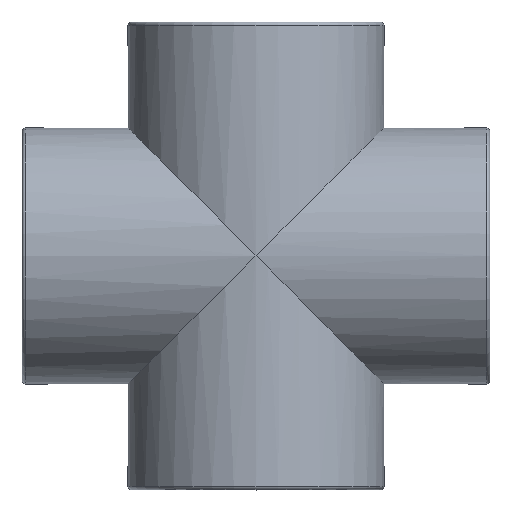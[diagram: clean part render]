
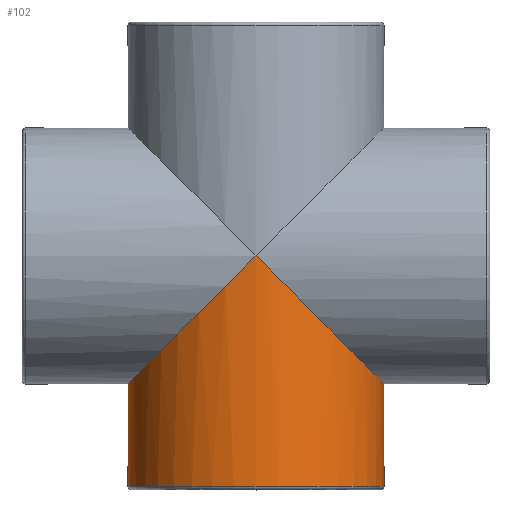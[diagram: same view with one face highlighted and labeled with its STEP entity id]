
A CAD part, top view. The second image highlights one B-rep face of the part: STEP entity #102.
In plain terms, the highlighted cylindrical face has radius 46 mm (diameter 92 mm), a full revolution.
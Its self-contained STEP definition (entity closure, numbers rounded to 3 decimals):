
#102 = ADVANCED_FACE( '', ( #225, #226 ), #227, .T. );
#225 = FACE_OUTER_BOUND( '', #344, .T. );
#226 = FACE_OUTER_BOUND( '', #345, .T. );
#227 = CYLINDRICAL_SURFACE( '', #346, 46. );
#344 = EDGE_LOOP( '', ( #513 ) );
#345 = EDGE_LOOP( '', ( #514, #515 ) );
#346 = AXIS2_PLACEMENT_3D( '', #516, #517, #518 );
#513 = ORIENTED_EDGE( '', *, *, #584, .F. );
#514 = ORIENTED_EDGE( '', *, *, #565, .F. );
#515 = ORIENTED_EDGE( '', *, *, #576, .F. );
#516 = CARTESIAN_POINT( '', ( 0., -84., 0. ) );
#517 = DIRECTION( '', ( 0., 1., 0. ) );
#518 = DIRECTION( '', ( 0., 0., -1. ) );
#565 = EDGE_CURVE( '', #642, #643, #644, .F. );
#576 = EDGE_CURVE( '', #643, #642, #660, .F. );
#584 = EDGE_CURVE( '', #670, #670, #671, .T. );
#642 = VERTEX_POINT( '', #730 );
#643 = VERTEX_POINT( '', #731 );
#644 = ELLIPSE( '', #732, 65.054, 46. );
#660 = ELLIPSE( '', #748, 65.054, 46. );
#670 = VERTEX_POINT( '', #758 );
#671 = CIRCLE( '', #759, 46. );
#730 = CARTESIAN_POINT( '', ( 0., 0., -46. ) );
#731 = CARTESIAN_POINT( '', ( 0., 0., 46. ) );
#732 = AXIS2_PLACEMENT_3D( '', #825, #826, #827 );
#748 = AXIS2_PLACEMENT_3D( '', #846, #847, #848 );
#758 = CARTESIAN_POINT( '', ( 0., -82.725, -46. ) );
#759 = AXIS2_PLACEMENT_3D( '', #858, #859, #860 );
#825 = CARTESIAN_POINT( '', ( 0., 0., 0. ) );
#826 = DIRECTION( '', ( 0.707, -0.707, 0. ) );
#827 = DIRECTION( '', ( -0.707, -0.707, 0. ) );
#846 = CARTESIAN_POINT( '', ( 0., 0., 0. ) );
#847 = DIRECTION( '', ( -0.707, -0.707, 0. ) );
#848 = DIRECTION( '', ( 0.707, -0.707, 0. ) );
#858 = CARTESIAN_POINT( '', ( 0., -82.725, 0. ) );
#859 = DIRECTION( '', ( 0., -1., 0. ) );
#860 = DIRECTION( '', ( 0., 0., -1. ) );
